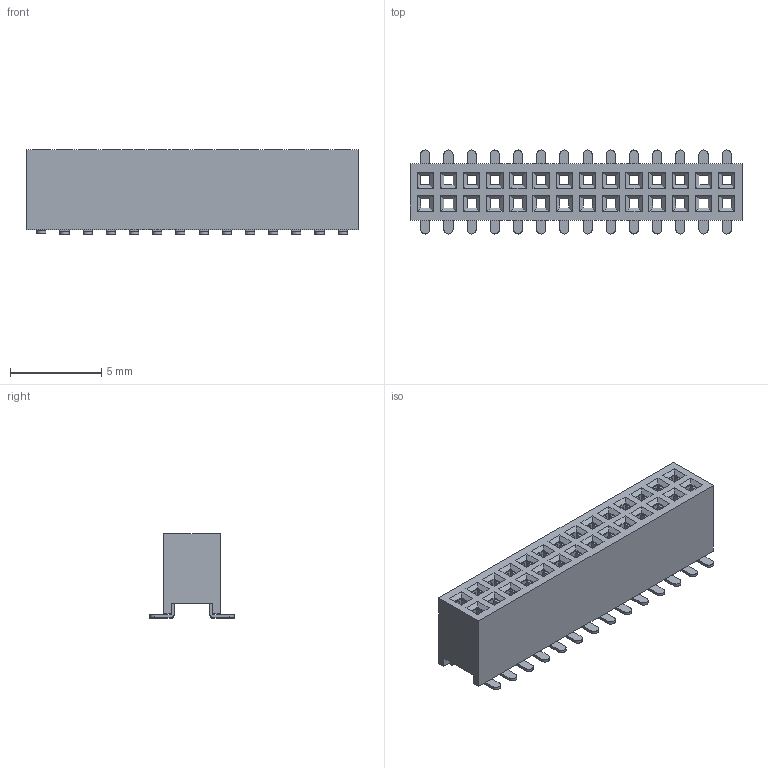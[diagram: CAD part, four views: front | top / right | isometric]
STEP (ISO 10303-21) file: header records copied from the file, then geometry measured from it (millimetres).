
FILE_DESCRIPTION(/* description */ ('Unknown'),/* implementation_level */ '2;1');
FILE_NAME(/* name */ '62302821021',/* time_stamp */ '2023-03-02T09:32:37+01:00',/* author */ ('Unknown'),/* organization */ ('Unknown'),/* preprocessor_version */ 'ST-DEVELOPER v16.7',/* originating_system */ 'Solid Edge',/* authorisation */ 'Unknown');
FILE_SCHEMA (('CONFIG_CONTROL_DESIGN'));
Length unit declared in the file: millimetre
Products named in the file (3): 6230xx21021; 623x2821021_Housing; 623xxx21021_Pin
Assembly tree (29 placements, depth 2):
  6230xx21021
    623x2821021_Housing
    623xxx21021_Pin  x28
Bounding box: 18.18 x 4.6 x 4.65 mm (x, y, z)
Volume: 153.7 mm3; surface area: 1245.2 mm2
Topology: 29 solids, 29 shells, 2082 faces, 5624 edges, 3600 vertices
Faces by surface type: plane 1270, cylinder 756, bspline 56
Entity records: 12734 total; most frequent: CARTESIAN_POINT 2248, ORIENTED_EDGE 2176, DIRECTION 2006, EDGE_CURVE 1088, LINE 1026, VECTOR 1026, VERTEX_POINT 684, AXIS2_PLACEMENT_3D 490
